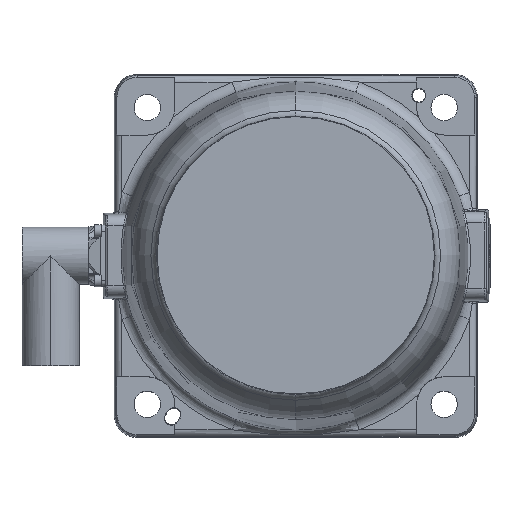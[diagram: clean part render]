
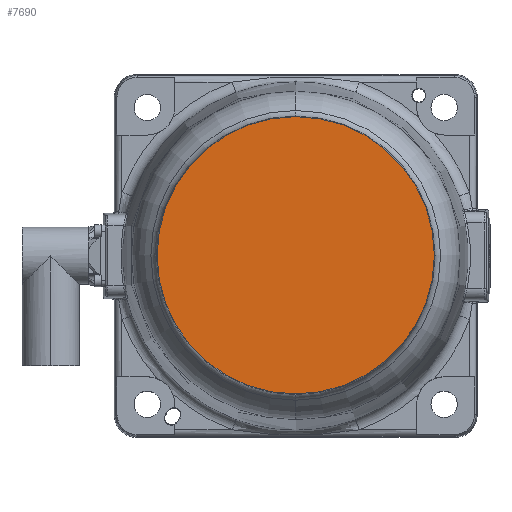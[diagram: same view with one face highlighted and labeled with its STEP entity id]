
A CAD part, top view. The second image highlights one B-rep face of the part: STEP entity #7690.
In plain terms, the highlighted planar face has unit normal (0, 0, 1).
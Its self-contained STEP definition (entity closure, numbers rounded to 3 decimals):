
#400 = DIRECTION ( 'NONE',  ( 0., 0., -1. ) ) ;
#944 = EDGE_CURVE ( 'NONE', #5031, #7140, #5491, .T. ) ;
#1218 = FACE_OUTER_BOUND ( 'NONE', #8032, .T. ) ;
#1863 = CARTESIAN_POINT ( 'NONE',  ( 0., 0., 187.5 ) ) ;
#2019 = PLANE ( 'NONE',  #7760 ) ;
#2671 = CARTESIAN_POINT ( 'NONE',  ( 0., -63.065, 187.5 ) ) ;
#2852 = DIRECTION ( 'NONE',  ( 0., 0., 1. ) ) ;
#3081 = ORIENTED_EDGE ( 'NONE', *, *, #944, .F. ) ;
#3316 = CARTESIAN_POINT ( 'NONE',  ( 0., 63.065, 187.5 ) ) ;
#3702 = AXIS2_PLACEMENT_3D ( 'NONE', #4584, #400, #3800 ) ;
#3800 = DIRECTION ( 'NONE',  ( 1., 0., 0. ) ) ;
#4584 = CARTESIAN_POINT ( 'NONE',  ( 0., 0., 187.5 ) ) ;
#4925 = EDGE_CURVE ( 'NONE', #7140, #5031, #5715, .T. ) ;
#5031 = VERTEX_POINT ( 'NONE', #3316 ) ;
#5491 = CIRCLE ( 'NONE', #3702, 63.065 ) ;
#5715 = CIRCLE ( 'NONE', #7581, 63.065 ) ;
#7140 = VERTEX_POINT ( 'NONE', #2671 ) ;
#7581 = AXIS2_PLACEMENT_3D ( 'NONE', #9353, #8414, #9280 ) ;
#7690 = ADVANCED_FACE ( 'NONE', ( #1218 ), #2019, .T. ) ;
#7760 = AXIS2_PLACEMENT_3D ( 'NONE', #1863, #2852, #8084 ) ;
#7822 = ORIENTED_EDGE ( 'NONE', *, *, #4925, .F. ) ;
#8032 = EDGE_LOOP ( 'NONE', ( #7822, #3081 ) ) ;
#8084 = DIRECTION ( 'NONE',  ( 0., 1., 0. ) ) ;
#8414 = DIRECTION ( 'NONE',  ( 0., 0., -1. ) ) ;
#9280 = DIRECTION ( 'NONE',  ( 1., 0., 0. ) ) ;
#9353 = CARTESIAN_POINT ( 'NONE',  ( 0., 0., 187.5 ) ) ;
